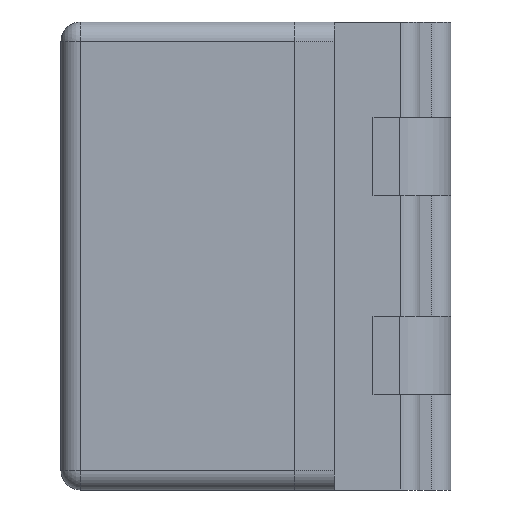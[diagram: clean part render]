
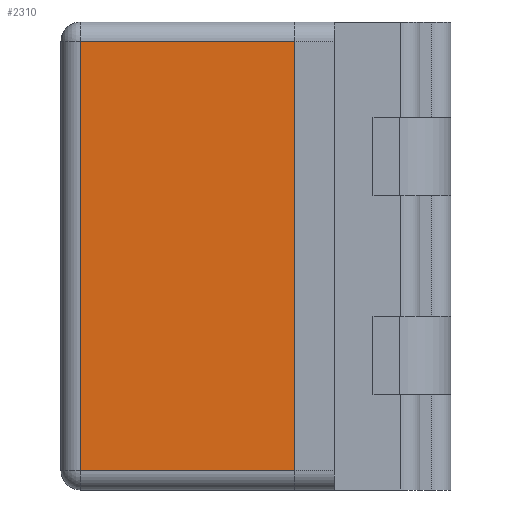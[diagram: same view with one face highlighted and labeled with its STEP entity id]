
A CAD part, left-side view. The second image highlights one B-rep face of the part: STEP entity #2310.
In plain terms, the highlighted planar face has unit normal (-1, 0, 0).
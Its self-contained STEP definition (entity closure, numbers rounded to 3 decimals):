
#357 = LINE ( 'NONE', #871, #2328 ) ;
#384 = VECTOR ( 'NONE', #1609, 1000. ) ;
#480 = VECTOR ( 'NONE', #3078, 1000. ) ;
#512 = CARTESIAN_POINT ( 'NONE',  ( -4.6, -1.5, 2.75 ) ) ;
#705 = ORIENTED_EDGE ( 'NONE', *, *, #1037, .T. ) ;
#871 = CARTESIAN_POINT ( 'NONE',  ( -4.6, 1.5, 2.75 ) ) ;
#1037 = EDGE_CURVE ( 'NONE', #3121, #1914, #2743, .T. ) ;
#1076 = CARTESIAN_POINT ( 'NONE',  ( -4.6, 1.25, 2.75 ) ) ;
#1104 = CARTESIAN_POINT ( 'NONE',  ( -4.6, 1.5, 3. ) ) ;
#1228 = EDGE_CURVE ( 'NONE', #3212, #3121, #357, .T. ) ;
#1309 = VERTEX_POINT ( 'NONE', #2089 ) ;
#1516 = AXIS2_PLACEMENT_3D ( 'NONE', #1104, #3176, #3497 ) ;
#1528 = EDGE_CURVE ( 'NONE', #1914, #1309, #3448, .T. ) ;
#1571 = CARTESIAN_POINT ( 'NONE',  ( -4.6, 1.5, -2.75 ) ) ;
#1609 = DIRECTION ( 'NONE',  ( 0., 0., 1. ) ) ;
#1715 = VECTOR ( 'NONE', #2694, 1000. ) ;
#1743 = CARTESIAN_POINT ( 'NONE',  ( -4.6, 1.25, 3. ) ) ;
#1907 = CARTESIAN_POINT ( 'NONE',  ( -4.6, -1.5, 3. ) ) ;
#1914 = VERTEX_POINT ( 'NONE', #2441 ) ;
#2035 = PLANE ( 'NONE',  #1516 ) ;
#2089 = CARTESIAN_POINT ( 'NONE',  ( -4.6, -1.5, -2.75 ) ) ;
#2193 = FACE_OUTER_BOUND ( 'NONE', #2827, .T. ) ;
#2310 = ADVANCED_FACE ( 'NONE', ( #2193 ), #2035, .F. ) ;
#2328 = VECTOR ( 'NONE', #3570, 1000. ) ;
#2441 = CARTESIAN_POINT ( 'NONE',  ( -4.6, 1.25, -2.75 ) ) ;
#2509 = EDGE_CURVE ( 'NONE', #1309, #3212, #3432, .T. ) ;
#2694 = DIRECTION ( 'NONE',  ( 0., 0., -1. ) ) ;
#2743 = LINE ( 'NONE', #1743, #1715 ) ;
#2806 = ORIENTED_EDGE ( 'NONE', *, *, #2509, .T. ) ;
#2827 = EDGE_LOOP ( 'NONE', ( #705, #3686, #2806, #2921 ) ) ;
#2921 = ORIENTED_EDGE ( 'NONE', *, *, #1228, .T. ) ;
#3078 = DIRECTION ( 'NONE',  ( 0., -1., 0. ) ) ;
#3121 = VERTEX_POINT ( 'NONE', #1076 ) ;
#3176 = DIRECTION ( 'NONE',  ( 1., 0., 0. ) ) ;
#3212 = VERTEX_POINT ( 'NONE', #512 ) ;
#3432 = LINE ( 'NONE', #1907, #384 ) ;
#3448 = LINE ( 'NONE', #1571, #480 ) ;
#3497 = DIRECTION ( 'NONE',  ( 0., 0., -1. ) ) ;
#3570 = DIRECTION ( 'NONE',  ( 0., 1., 0. ) ) ;
#3686 = ORIENTED_EDGE ( 'NONE', *, *, #1528, .T. ) ;
